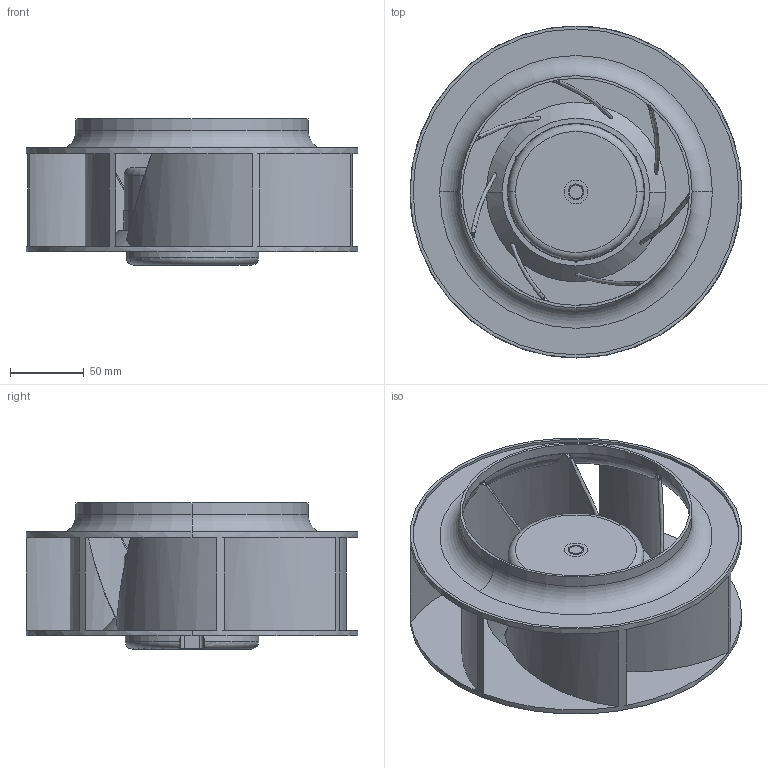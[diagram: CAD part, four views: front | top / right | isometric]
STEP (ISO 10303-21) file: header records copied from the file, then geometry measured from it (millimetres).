
FILE_DESCRIPTION (( 'STEP AP203' ), '1' );
FILE_NAME ('ODB22599.stp', '2020-11-30T16:16:27', ( '' ), ( '' ), 'SwSTEP 2.0', 'SolidWorks 2018', '' );
FILE_SCHEMA (( 'CONFIG_CONTROL_DESIGN' ));
Length unit declared in the file: millimetre
Products named in the file (1): ODB22599
Bounding box: 225 x 225 x 99 mm (x, y, z)
Volume: 335161.7 mm3; surface area: 305872 mm2
Topology: 5 solids, 5 shells, 791 faces, 2031 edges, 1284 vertices
Faces by surface type: plane 292, bspline 228, cylinder 155, torus 55, cone 33, sphere 28
Entity records: 36853 total; most frequent: CARTESIAN_POINT 19358, ORIENTED_EDGE 4062, DIRECTION 2885, EDGE_CURVE 2031, VERTEX_POINT 1284, AXIS2_PLACEMENT_3D 1016, EDGE_LOOP 863, VECTOR 853
